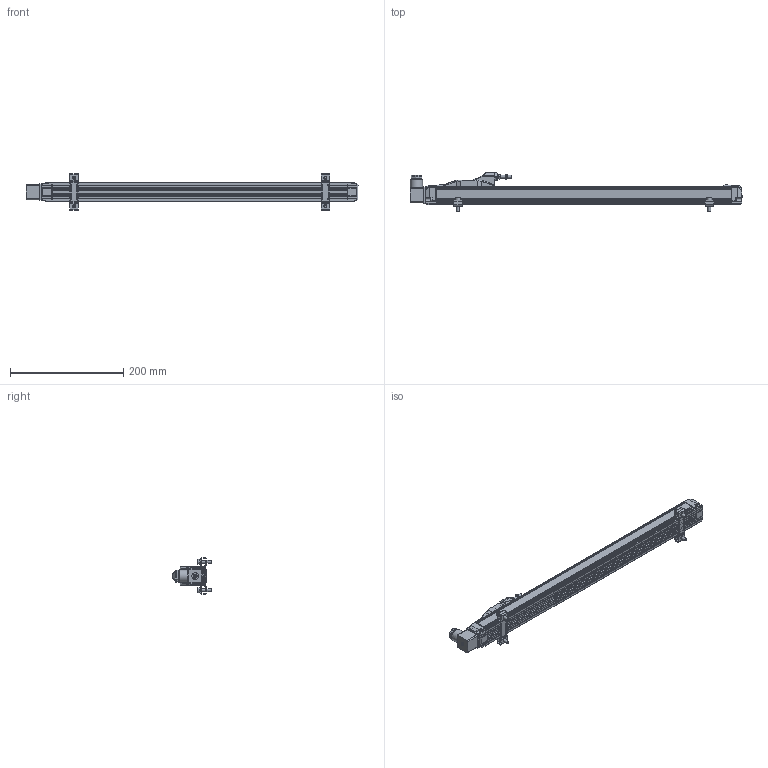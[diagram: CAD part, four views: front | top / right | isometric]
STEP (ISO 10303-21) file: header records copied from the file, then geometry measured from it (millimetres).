
FILE_DESCRIPTION (( 'STEP AP214' ), '1' );
FILE_NAME ('LSRS-33P-0400-D5-C1.STEP', '2024-09-27T19:19:03', ( '' ), ( '' ), 'SwSTEP 2.0', 'SolidWorks 2023', '' );
FILE_SCHEMA (( 'AUTOMOTIVE_DESIGN' ));
Length unit declared in the file: inch
Products named in the file (1): LSRS-33P-0400-D5-C1
Bounding box: 585.2 x 69.95 x 65.01 mm (x, y, z)
Volume: 563888.7 mm3; surface area: 145780.1 mm2
Topology: 16 solids, 33 shells, 1348 faces, 3484 edges, 2263 vertices
Faces by surface type: plane 847, cylinder 369, bspline 70, cone 54, sphere 8
Full cylindrical faces by diameter (mm): 2.5 x2, 2.6 x1, 2.7 x5, 2.8 x1, 2.875 x4, 3 x4, 3.303 x4, 4 x1, 4.6 x4, 4.7 x4, 4.9 x4, 5 x3, 5.3 x2, 5.4 x1, 5.5 x10, 5.6 x4, 5.9 x1, 6 x3, 6.194 x1, 6.3 x1, 7 x1, 8.4 x4, 10 x1, 10.5 x1, 11 x1, 12 x1, 12.8 x1, 13.6 x1, 15.3 x1, 21.7 x1
Entity records: 46888 total; most frequent: CARTESIAN_POINT 15206, ORIENTED_EDGE 6674, DIRECTION 6034, EDGE_CURVE 3337, LINE 2304, VECTOR 2304, VERTEX_POINT 2231, AXIS2_PLACEMENT_3D 1865
